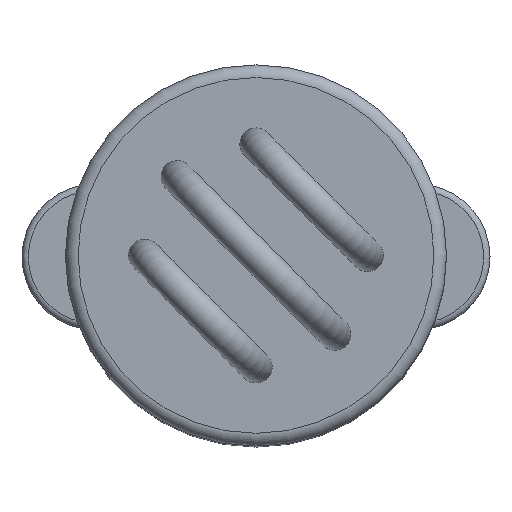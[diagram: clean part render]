
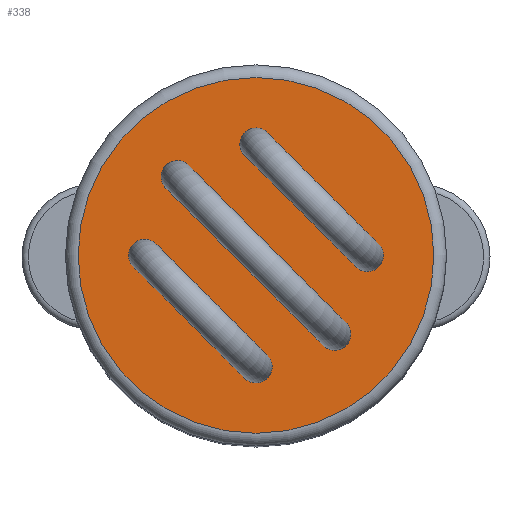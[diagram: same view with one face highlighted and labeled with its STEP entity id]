
A CAD part, top view. The second image highlights one B-rep face of the part: STEP entity #338.
In plain terms, the highlighted planar face has unit normal (0, 0, 1).
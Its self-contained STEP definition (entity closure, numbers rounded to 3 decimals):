
#13=DIRECTION('',(0.,0.,1.));
#27=DIRECTION('',(0.,0.,-1.));
#28=DIRECTION('',(-1.,0.,0.));
#179=DIRECTION('',(0.,-1.,0.));
#186=VERTEX_POINT('',#187);
#187=CARTESIAN_POINT('',(5.34,0.,13.81));
#194=EDGE_CURVE('',#186,#186,#195,.T.);
#195=CIRCLE('',#196,2.8);
#196=AXIS2_PLACEMENT_3D('',#197,#27,#28);
#197=CARTESIAN_POINT('',(2.54,0.,13.81));
#338=ADVANCED_FACE('',(#339,#360,#373,#390,#403,#416,#425),#428,.T.);
#339=FACE_BOUND('',#340,.T.);
#340=EDGE_LOOP('',(#341,#350,#358));
#341=ORIENTED_EDGE('',*,*,#342,.T.);
#342=EDGE_CURVE('',#343,#345,#347,.T.);
#343=VERTEX_POINT('',#344);
#344=CARTESIAN_POINT('',(2.794,1.753,13.81));
#345=VERTEX_POINT('',#346);
#346=CARTESIAN_POINT('',(2.36,1.573,13.81));
#347=CIRCLE('',#348,0.254);
#348=AXIS2_PLACEMENT_3D('',#349,#27,#28);
#349=CARTESIAN_POINT('',(2.54,1.753,13.81));
#350=ORIENTED_EDGE('',*,*,#351,.T.);
#351=EDGE_CURVE('',#345,#352,#354,.T.);
#352=VERTEX_POINT('',#353);
#353=CARTESIAN_POINT('',(2.54,2.007,13.81));
#354=CIRCLE('',#355,0.254);
#355=AXIS2_PLACEMENT_3D('',#349,#356,#357);
#356=DIRECTION('',(0.,0.,-1.));
#357=DIRECTION('',(0.,-1.,0.));
#358=ORIENTED_EDGE('',*,*,#359,.T.);
#359=EDGE_CURVE('',#352,#343,#347,.T.);
#360=FACE_BOUND('',#361,.T.);
#361=EDGE_LOOP('',(#362,#371));
#362=ORIENTED_EDGE('',*,*,#363,.T.);
#363=EDGE_CURVE('',#364,#366,#368,.T.);
#364=VERTEX_POINT('',#365);
#365=CARTESIAN_POINT('',(1.555,1.239,13.81));
#366=VERTEX_POINT('',#367);
#367=CARTESIAN_POINT('',(1.121,1.06,13.81));
#368=CIRCLE('',#369,0.254);
#369=AXIS2_PLACEMENT_3D('',#370,#27,#28);
#370=CARTESIAN_POINT('',(1.301,1.239,13.81));
#371=ORIENTED_EDGE('',*,*,#372,.T.);
#372=EDGE_CURVE('',#366,#364,#368,.T.);
#373=FACE_BOUND('',#374,.T.);
#374=EDGE_LOOP('',(#375,#384,#388));
#375=ORIENTED_EDGE('',*,*,#376,.T.);
#376=EDGE_CURVE('',#377,#379,#381,.T.);
#377=VERTEX_POINT('',#378);
#378=CARTESIAN_POINT('',(1.041,0.,13.81));
#379=VERTEX_POINT('',#380);
#380=CARTESIAN_POINT('',(0.787,0.254,13.81));
#381=CIRCLE('',#382,0.254);
#382=AXIS2_PLACEMENT_3D('',#383,#27,#28);
#383=CARTESIAN_POINT('',(0.787,0.,13.81));
#384=ORIENTED_EDGE('',*,*,#385,.T.);
#385=EDGE_CURVE('',#379,#386,#381,.T.);
#386=VERTEX_POINT('',#387);
#387=CARTESIAN_POINT('',(0.967,0.18,13.81));
#388=ORIENTED_EDGE('',*,*,#389,.T.);
#389=EDGE_CURVE('',#386,#377,#381,.T.);
#390=FACE_BOUND('',#391,.T.);
#391=EDGE_LOOP('',(#392,#401));
#392=ORIENTED_EDGE('',*,*,#393,.T.);
#393=EDGE_CURVE('',#394,#396,#398,.T.);
#394=VERTEX_POINT('',#395);
#395=CARTESIAN_POINT('',(2.794,-1.753,13.81));
#396=VERTEX_POINT('',#397);
#397=CARTESIAN_POINT('',(2.775,-1.655,13.81));
#398=CIRCLE('',#399,0.254);
#399=AXIS2_PLACEMENT_3D('',#400,#27,#28);
#400=CARTESIAN_POINT('',(2.54,-1.753,13.81));
#401=ORIENTED_EDGE('',*,*,#402,.T.);
#402=EDGE_CURVE('',#396,#394,#398,.T.);
#403=FACE_BOUND('',#404,.T.);
#404=EDGE_LOOP('',(#405,#414));
#405=ORIENTED_EDGE('',*,*,#406,.T.);
#406=EDGE_CURVE('',#407,#409,#411,.T.);
#407=VERTEX_POINT('',#408);
#408=CARTESIAN_POINT('',(4.033,-1.239,13.81));
#409=VERTEX_POINT('',#410);
#410=CARTESIAN_POINT('',(3.6,-1.419,13.81));
#411=CIRCLE('',#412,0.254);
#412=AXIS2_PLACEMENT_3D('',#413,#27,#28);
#413=CARTESIAN_POINT('',(3.779,-1.239,13.81));
#414=ORIENTED_EDGE('',*,*,#415,.T.);
#415=EDGE_CURVE('',#409,#407,#411,.T.);
#416=FACE_BOUND('',#417,.T.);
#417=EDGE_LOOP('',(#418));
#418=ORIENTED_EDGE('',*,*,#419,.T.);
#419=EDGE_CURVE('',#420,#420,#422,.T.);
#420=VERTEX_POINT('',#421);
#421=CARTESIAN_POINT('',(4.547,0.,13.81));
#422=CIRCLE('',#423,0.254);
#423=AXIS2_PLACEMENT_3D('',#424,#27,#28);
#424=CARTESIAN_POINT('',(4.293,0.,13.81));
#425=FACE_BOUND('',#426,.T.);
#426=EDGE_LOOP('',(#427));
#427=ORIENTED_EDGE('',*,*,#194,.F.);
#428=PLANE('',#429);
#429=AXIS2_PLACEMENT_3D('',#430,#13,#179);
#430=CARTESIAN_POINT('',(2.54,0.,13.81));
